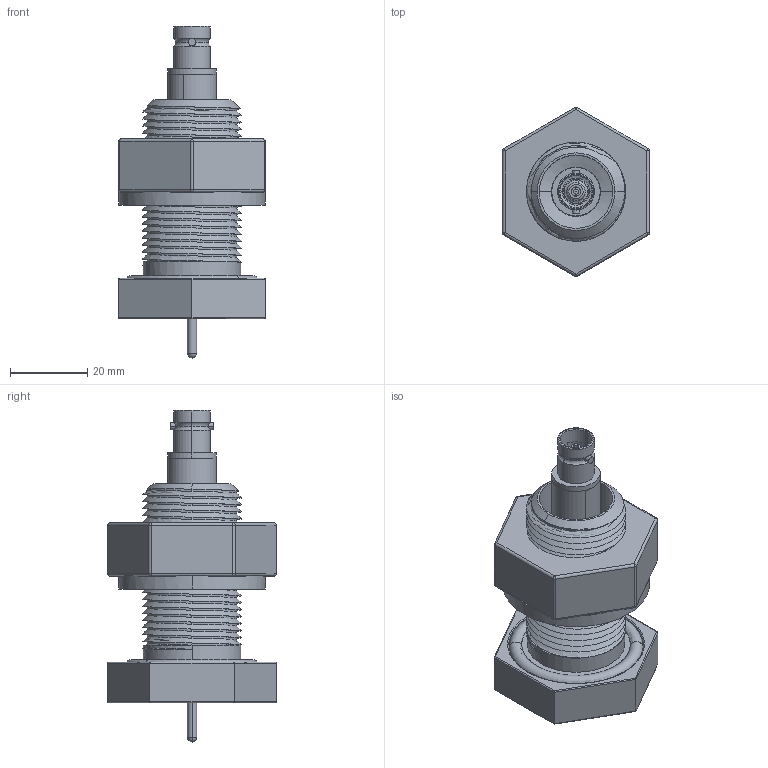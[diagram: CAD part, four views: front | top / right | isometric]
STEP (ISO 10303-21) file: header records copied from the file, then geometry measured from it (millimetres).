
FILE_DESCRIPTION (( 'STEP AP203' ), '1' );
FILE_NAME ('A0482-1-BP.STEP', '2012-06-06T13:49:37', ( '' ), ( '' ), 'SwSTEP 2.0', 'SolidWorks 2012', '' );
FILE_SCHEMA (( 'CONFIG_CONTROL_DESIGN' ));
Length unit declared in the file: inch
Products named in the file (1): A0482-1-BP
Bounding box: 38.1 x 43.99 x 86.16 mm (x, y, z)
Volume: 36564.7 mm3; surface area: 24745.4 mm2
Topology: 1 solids, 3 shells, 331 faces, 815 edges, 501 vertices
Faces by surface type: cylinder 151, cone 83, plane 57, torus 24, sphere 14, bspline 2
Entity records: 15683 total; most frequent: CARTESIAN_POINT 8146, ORIENTED_EDGE 1606, DIRECTION 1542, EDGE_CURVE 803, AXIS2_PLACEMENT_3D 635, VERTEX_POINT 495, EDGE_LOOP 354, ADVANCED_FACE 331
